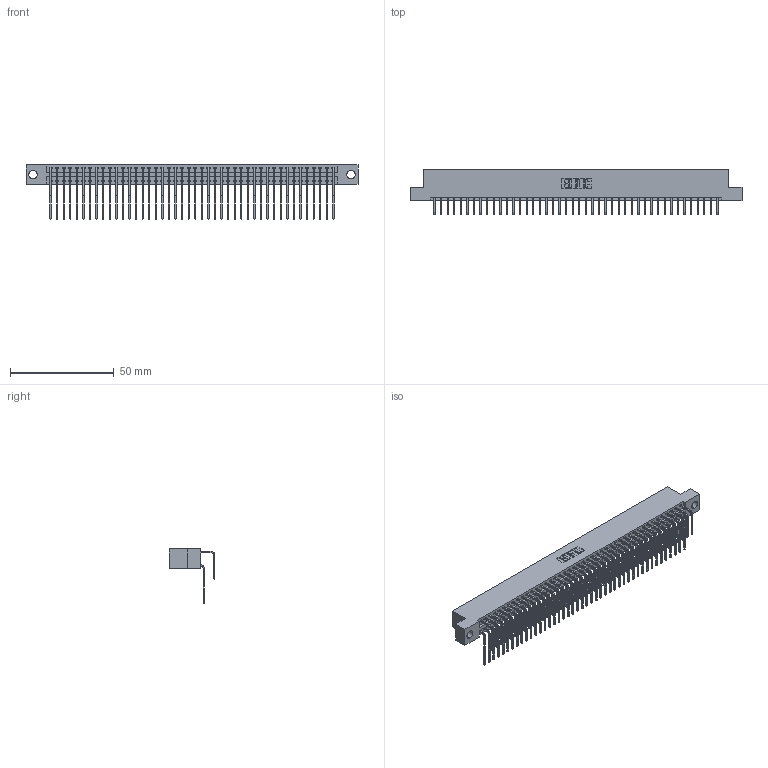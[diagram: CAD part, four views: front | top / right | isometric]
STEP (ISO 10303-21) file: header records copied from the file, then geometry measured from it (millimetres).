
FILE_DESCRIPTION (( 'STEP AP203' ), '1' );
FILE_NAME ('346-088-558-204.STEP', '2018-08-30T00:46:11', ( '' ), ( '' ), 'SwSTEP 2.0', 'SolidWorks 2016', '' );
FILE_SCHEMA (( 'CONFIG_CONTROL_DESIGN' ));
Length unit declared in the file: inch
Products named in the file (4): 346 Part_Flush Mounting Lugs - 0.156 Dia-TH; 345-292-001_558 559 Tail - 1; 345-292-001_558 Tail - 2; 346-088-558-204
Assembly tree (89 placements, depth 2):
  346-088-558-204
    346 Part_Flush Mounting Lugs - 0.156 Dia-TH
    345-292-001_558 559 Tail - 1  x44
    345-292-001_558 Tail - 2  x44
Bounding box: 160.27 x 22.16 x 26.16 mm (x, y, z)
Volume: 16064 mm3; surface area: 24361.2 mm2
Topology: 89 solids, 89 shells, 4874 faces, 14497 edges, 9546 vertices
Faces by surface type: plane 3332, cylinder 1542
Entity records: 30233 total; most frequent: CARTESIAN_POINT 5031, ORIENTED_EDGE 4914, DIRECTION 4457, EDGE_CURVE 2457, LINE 2109, VECTOR 2109, VERTEX_POINT 1634, AXIS2_PLACEMENT_3D 1174
